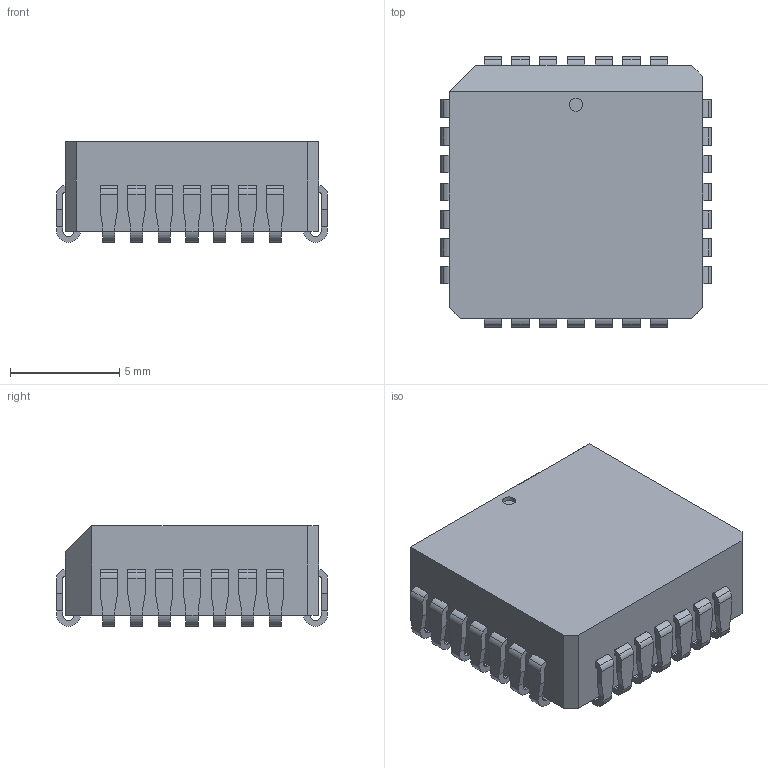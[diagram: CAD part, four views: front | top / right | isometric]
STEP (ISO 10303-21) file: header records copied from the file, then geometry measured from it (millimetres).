
FILE_DESCRIPTION((''),'2;1');
FILE_NAME('PLCC127P1244X1244X457-28N.stp','2009-02-12T10:37:38',(''),(''),'Mechanical Desktop 2006','Mechanical Desktop 2006',', , ');
FILE_SCHEMA(('AUTOMOTIVE_DESIGN { 1 2 10303 214 0 1 1 1 }'));
Length unit declared in the file: millimetre
Products named in the file (1): Product
Bounding box: 12.4 x 12.4 x 4.6 mm (x, y, z)
Volume: 555.4 mm3; surface area: 628.9 mm2
Topology: 29 solids, 29 shells, 574 faces, 1548 edges, 1037 vertices
Faces by surface type: plane 348, cylinder 226
Entity records: 18090 total; most frequent: CARTESIAN_POINT 3156, DIRECTION 3150, ORIENTED_EDGE 3088, EDGE_CURVE 1544, VECTOR 1096, LINE 1096, VERTEX_POINT 1029, AXIS2_PLACEMENT_3D 1027
